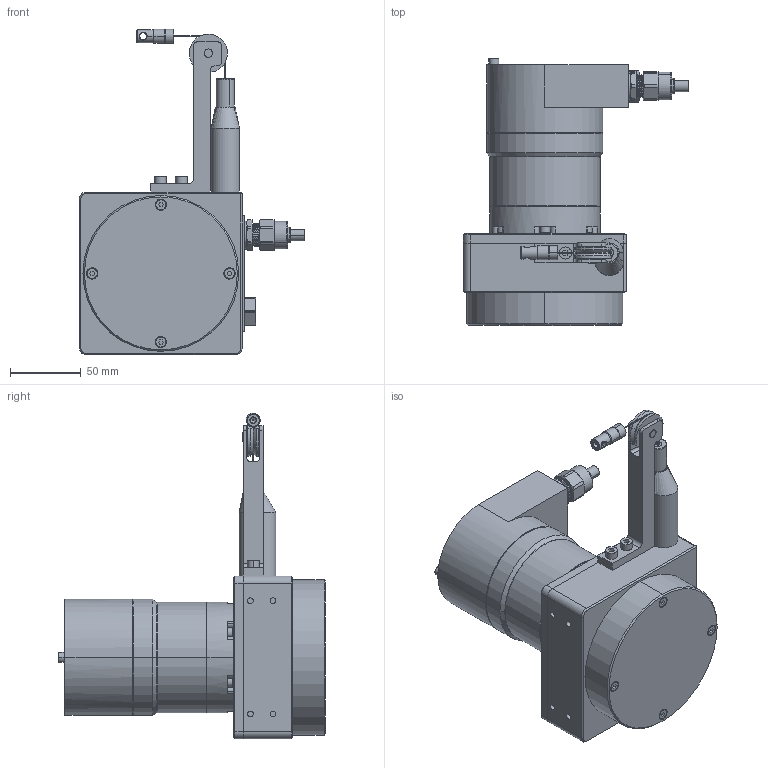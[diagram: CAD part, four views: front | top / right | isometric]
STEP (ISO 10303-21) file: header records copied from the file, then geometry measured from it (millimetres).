
FILE_DESCRIPTION(('CATIA V5 STEP Exchange'),'2;1');
FILE_NAME('LTF116D-ASM-EXDJ7801.stp','2026-02-13T02:22:33+00:00',('none'),('none'),'CATIA Version 5 Release 21 GA (IN-10)','CATIA V5 STEP AP203','none');
FILE_SCHEMA(('CONFIG_CONTROL_DESIGN'));
Length unit declared in the file: millimetre
Products named in the file (5): LTF116D_ASM_JDCA58; LTF116_COMPONENTS; LTF116D_JDCA58_ACCESSORIES; LTF63_DXZ; LTF80-LT-ASM
Assembly tree (26 placements, depth 3):
  LTF116D_ASM_JDCA58
    LTF116_COMPONENTS
      #66
      #24836
    LTF116D_JDCA58_ACCESSORIES
      #26059  x4
      #26505  x4
      #27011
      #27304
    #27522
    #28290
    #28971
    #31427
    LTF63_DXZ
      #31841
      #32177
    #32692
    #33780
    LTF80-LT-ASM
      #33892
      #35296
Bounding box: 159 x 188.5 x 230 mm (x, y, z)
Volume: 1489365.8 mm3; surface area: 222735.5 mm2
Topology: 43 solids, 48 shells, 1299 faces, 2900 edges, 1768 vertices
Faces by surface type: cylinder 469, plane 415, cone 219, torus 104, bspline 92
Entity records: 35320 total; most frequent: CARTESIAN_POINT 10088, ORIENTED_EDGE 5300, DIRECTION 4363, EDGE_CURVE 2650, AXIS2_PLACEMENT_3D 2150, VERTEX_POINT 1636, EDGE_LOOP 1398, ADVANCED_FACE 1203
